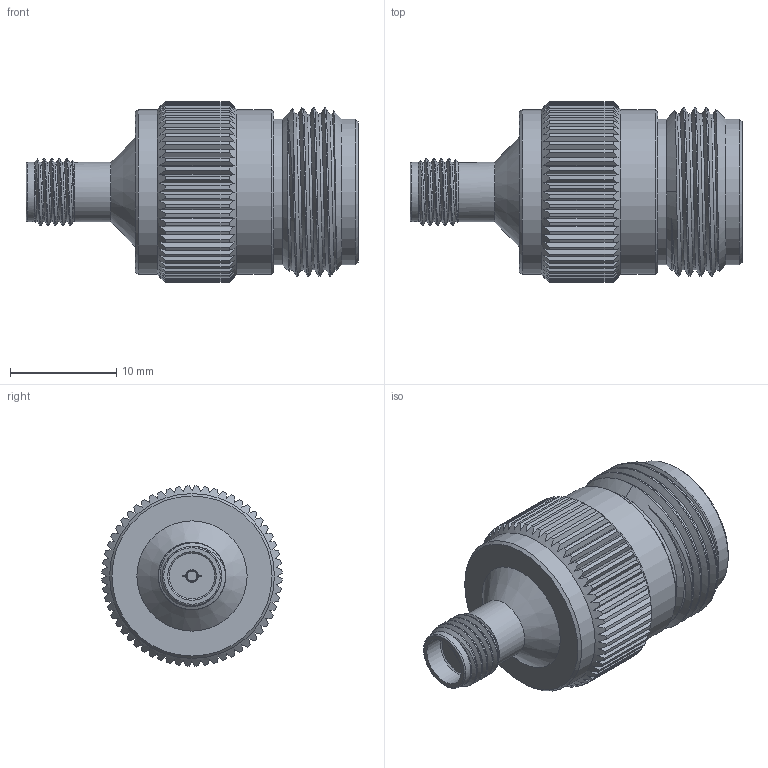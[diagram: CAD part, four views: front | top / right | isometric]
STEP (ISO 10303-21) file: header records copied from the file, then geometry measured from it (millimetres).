
FILE_DESCRIPTION (( 'STEP AP214' ), '1' );
FILE_NAME ('PE9083_3D.STEP', '2021-03-01T15:50:26', ( '' ), ( '' ), 'SwSTEP 2.0', 'SolidWorks 2018', '' );
FILE_SCHEMA (( 'AUTOMOTIVE_DESIGN' ));
Length unit declared in the file: inch
Products named in the file (1): PE9083_3D
Bounding box: 31.3 x 16.98 x 16.98 mm (x, y, z)
Volume: 3762.8 mm3; surface area: 2413.1 mm2
Topology: 1 solids, 1 shells, 264 faces, 741 edges, 488 vertices
Faces by surface type: plane 155, cylinder 82, cone 20, bspline 6, torus 1
Full cylindrical faces by diameter (mm): 0.94 x1, 1.194 x1, 1.524 x1, 3.048 x1, 4.572 x1, 5.582 x2, 6.985 x1, 13.716 x2, 15.544 x2
Entity records: 11079 total; most frequent: CARTESIAN_POINT 4857, ORIENTED_EDGE 1422, DIRECTION 1100, EDGE_CURVE 711, VERTEX_POINT 481, AXIS2_PLACEMENT_3D 437, EDGE_LOOP 296, B_SPLINE_CURVE_WITH_KNOTS 283
